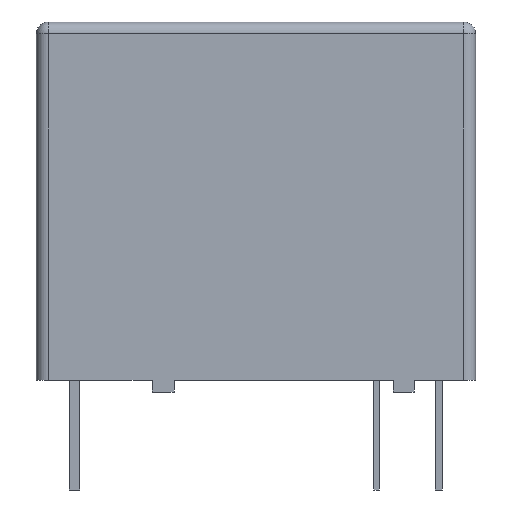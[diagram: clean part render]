
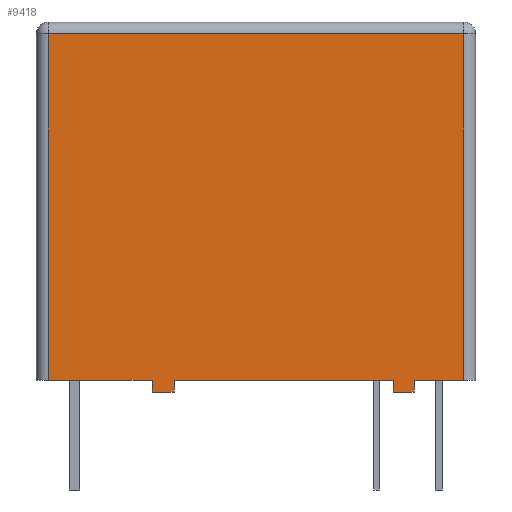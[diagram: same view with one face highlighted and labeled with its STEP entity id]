
A CAD part, front view. The second image highlights one B-rep face of the part: STEP entity #9418.
In plain terms, the highlighted planar face has unit normal (0, -1, 0).
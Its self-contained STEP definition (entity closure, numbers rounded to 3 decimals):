
#264 = VERTEX_POINT ( 'NONE', #13436 ) ;
#325 = DIRECTION ( 'NONE',  ( 0., 0., 1. ) ) ;
#334 = CARTESIAN_POINT ( 'NONE',  ( -9.2, -5.1, 0. ) ) ;
#383 = LINE ( 'NONE', #5280, #14155 ) ;
#656 = VERTEX_POINT ( 'NONE', #14606 ) ;
#707 = ORIENTED_EDGE ( 'NONE', *, *, #1084, .F. ) ;
#959 = CARTESIAN_POINT ( 'NONE',  ( -4.348, -5.1, -0.5 ) ) ;
#1084 = EDGE_CURVE ( 'NONE', #11523, #5701, #383, .T. ) ;
#1095 = LINE ( 'NONE', #4743, #14891 ) ;
#1098 = CARTESIAN_POINT ( 'NONE',  ( 6.62, -5.1, 0. ) ) ;
#1216 = CARTESIAN_POINT ( 'NONE',  ( 8.7, -5.1, 0. ) ) ;
#1568 = LINE ( 'NONE', #12296, #8029 ) ;
#1703 = VERTEX_POINT ( 'NONE', #8666 ) ;
#1926 = EDGE_CURVE ( 'NONE', #14072, #1703, #15199, .T. ) ;
#2187 = LINE ( 'NONE', #959, #5503 ) ;
#2226 = EDGE_CURVE ( 'NONE', #8897, #5347, #9167, .T. ) ;
#2254 = EDGE_CURVE ( 'NONE', #14072, #656, #2187, .T. ) ;
#2631 = CARTESIAN_POINT ( 'NONE',  ( -8.7, -5.1, 15. ) ) ;
#2755 = LINE ( 'NONE', #12496, #4209 ) ;
#3002 = ORIENTED_EDGE ( 'NONE', *, *, #2226, .T. ) ;
#3132 = VERTEX_POINT ( 'NONE', #14218 ) ;
#3944 = ORIENTED_EDGE ( 'NONE', *, *, #8296, .T. ) ;
#4209 = VECTOR ( 'NONE', #6422, 1000. ) ;
#4497 = EDGE_CURVE ( 'NONE', #11523, #5687, #1568, .T. ) ;
#4550 = CARTESIAN_POINT ( 'NONE',  ( 5.748, -5.1, -0.5 ) ) ;
#4743 = CARTESIAN_POINT ( 'NONE',  ( 8.7, -5.1, 15. ) ) ;
#4780 = VECTOR ( 'NONE', #14567, 1000. ) ;
#5256 = EDGE_CURVE ( 'NONE', #5701, #11490, #15140, .T. ) ;
#5280 = CARTESIAN_POINT ( 'NONE',  ( 5.748, -5.1, -0.5 ) ) ;
#5347 = VERTEX_POINT ( 'NONE', #13586 ) ;
#5349 = DIRECTION ( 'NONE',  ( -1., 0., 0. ) ) ;
#5445 = DIRECTION ( 'NONE',  ( 0., 0., 1. ) ) ;
#5503 = VECTOR ( 'NONE', #6933, 1000. ) ;
#5652 = EDGE_CURVE ( 'NONE', #5687, #13397, #14095, .T. ) ;
#5653 = VECTOR ( 'NONE', #13788, 1000. ) ;
#5687 = VERTEX_POINT ( 'NONE', #1098 ) ;
#5701 = VERTEX_POINT ( 'NONE', #6911 ) ;
#6027 = VECTOR ( 'NONE', #9325, 1000. ) ;
#6422 = DIRECTION ( 'NONE',  ( 1., 0., 0. ) ) ;
#6840 = ORIENTED_EDGE ( 'NONE', *, *, #2254, .F. ) ;
#6911 = CARTESIAN_POINT ( 'NONE',  ( 5.748, -5.1, -0.5 ) ) ;
#6933 = DIRECTION ( 'NONE',  ( -1., 0., 0. ) ) ;
#7170 = ORIENTED_EDGE ( 'NONE', *, *, #12807, .T. ) ;
#7242 = PLANE ( 'NONE',  #8613 ) ;
#7792 = DIRECTION ( 'NONE',  ( -1., 0., 0. ) ) ;
#7985 = VECTOR ( 'NONE', #7792, 1000. ) ;
#8029 = VECTOR ( 'NONE', #325, 1000. ) ;
#8296 = EDGE_CURVE ( 'NONE', #1703, #11490, #2755, .T. ) ;
#8405 = LINE ( 'NONE', #2631, #12166 ) ;
#8493 = ORIENTED_EDGE ( 'NONE', *, *, #4497, .T. ) ;
#8613 = AXIS2_PLACEMENT_3D ( 'NONE', #14263, #13110, #12007 ) ;
#8666 = CARTESIAN_POINT ( 'NONE',  ( -3.43, -5.1, 0. ) ) ;
#8711 = LINE ( 'NONE', #11239, #11298 ) ;
#8897 = VERTEX_POINT ( 'NONE', #14017 ) ;
#9167 = LINE ( 'NONE', #13965, #7985 ) ;
#9258 = CARTESIAN_POINT ( 'NONE',  ( 5.748, -5.1, 0. ) ) ;
#9325 = DIRECTION ( 'NONE',  ( 0., 0., 1. ) ) ;
#9418 = ADVANCED_FACE ( 'NONE', ( #11863 ), #7242, .F. ) ;
#9456 = DIRECTION ( 'NONE',  ( 0., 0., 1. ) ) ;
#9465 = EDGE_CURVE ( 'NONE', #656, #3132, #8711, .T. ) ;
#9639 = CARTESIAN_POINT ( 'NONE',  ( -3.43, -5.1, -0.5 ) ) ;
#9840 = VECTOR ( 'NONE', #15284, 1000. ) ;
#10375 = ORIENTED_EDGE ( 'NONE', *, *, #5652, .T. ) ;
#10433 = CARTESIAN_POINT ( 'NONE',  ( 6.62, -5.1, -0.5 ) ) ;
#11239 = CARTESIAN_POINT ( 'NONE',  ( -4.348, -5.1, -0.5 ) ) ;
#11298 = VECTOR ( 'NONE', #5445, 1000. ) ;
#11490 = VERTEX_POINT ( 'NONE', #9258 ) ;
#11523 = VERTEX_POINT ( 'NONE', #10433 ) ;
#11863 = FACE_OUTER_BOUND ( 'NONE', #14696, .T. ) ;
#11972 = ORIENTED_EDGE ( 'NONE', *, *, #9465, .F. ) ;
#12007 = DIRECTION ( 'NONE',  ( 0., 0., 1. ) ) ;
#12092 = ORIENTED_EDGE ( 'NONE', *, *, #12491, .T. ) ;
#12166 = VECTOR ( 'NONE', #13109, 1000. ) ;
#12296 = CARTESIAN_POINT ( 'NONE',  ( 6.62, -5.1, -0.5 ) ) ;
#12412 = ORIENTED_EDGE ( 'NONE', *, *, #1926, .T. ) ;
#12441 = ORIENTED_EDGE ( 'NONE', *, *, #5256, .F. ) ;
#12491 = EDGE_CURVE ( 'NONE', #5347, #264, #8405, .T. ) ;
#12496 = CARTESIAN_POINT ( 'NONE',  ( -9.2, -5.1, 0. ) ) ;
#12607 = EDGE_CURVE ( 'NONE', #264, #3132, #14723, .T. ) ;
#12807 = EDGE_CURVE ( 'NONE', #13397, #8897, #1095, .T. ) ;
#13109 = DIRECTION ( 'NONE',  ( 0., 0., -1. ) ) ;
#13110 = DIRECTION ( 'NONE',  ( 0., 1., 0. ) ) ;
#13397 = VERTEX_POINT ( 'NONE', #1216 ) ;
#13436 = CARTESIAN_POINT ( 'NONE',  ( -8.7, -5.1, 0. ) ) ;
#13586 = CARTESIAN_POINT ( 'NONE',  ( -8.7, -5.1, 14.5 ) ) ;
#13773 = CARTESIAN_POINT ( 'NONE',  ( -3.43, -5.1, -0.5 ) ) ;
#13788 = DIRECTION ( 'NONE',  ( 1., 0., 0. ) ) ;
#13795 = ORIENTED_EDGE ( 'NONE', *, *, #12607, .T. ) ;
#13965 = CARTESIAN_POINT ( 'NONE',  ( -9.2, -5.1, 14.5 ) ) ;
#14017 = CARTESIAN_POINT ( 'NONE',  ( 8.7, -5.1, 14.5 ) ) ;
#14072 = VERTEX_POINT ( 'NONE', #13773 ) ;
#14095 = LINE ( 'NONE', #15099, #5653 ) ;
#14155 = VECTOR ( 'NONE', #5349, 1000. ) ;
#14218 = CARTESIAN_POINT ( 'NONE',  ( -4.348, -5.1, 0. ) ) ;
#14263 = CARTESIAN_POINT ( 'NONE',  ( -9.2, -5.1, 15. ) ) ;
#14567 = DIRECTION ( 'NONE',  ( 1., 0., 0. ) ) ;
#14606 = CARTESIAN_POINT ( 'NONE',  ( -4.348, -5.1, -0.5 ) ) ;
#14696 = EDGE_LOOP ( 'NONE', ( #10375, #7170, #3002, #12092, #13795, #11972, #6840, #12412, #3944, #12441, #707, #8493 ) ) ;
#14723 = LINE ( 'NONE', #334, #4780 ) ;
#14891 = VECTOR ( 'NONE', #9456, 1000. ) ;
#15099 = CARTESIAN_POINT ( 'NONE',  ( -9.2, -5.1, 0. ) ) ;
#15140 = LINE ( 'NONE', #4550, #9840 ) ;
#15199 = LINE ( 'NONE', #9639, #6027 ) ;
#15284 = DIRECTION ( 'NONE',  ( 0., 0., 1. ) ) ;
